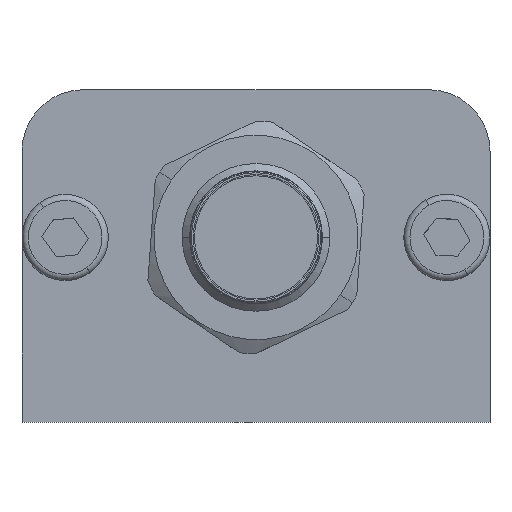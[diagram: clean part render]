
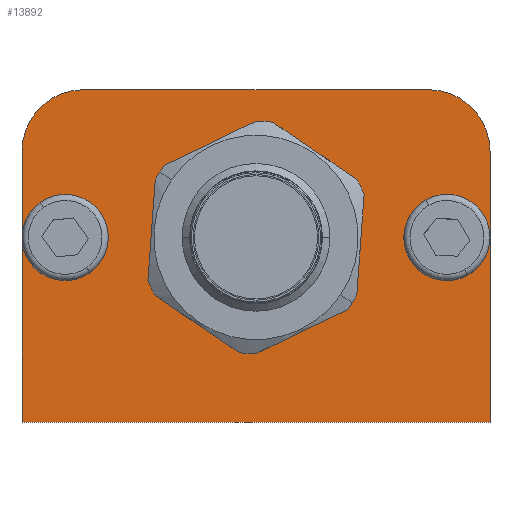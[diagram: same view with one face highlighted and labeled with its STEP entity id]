
A CAD part, top view. The second image highlights one B-rep face of the part: STEP entity #13892.
In plain terms, the highlighted planar face has unit normal (0, 0, 1).
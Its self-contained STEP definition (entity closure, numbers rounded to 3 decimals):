
#207 = DIRECTION ( 'NONE',  ( 0., -1., 0. ) ) ;
#303 = ORIENTED_EDGE ( 'NONE', *, *, #4094, .T. ) ;
#445 = VERTEX_POINT ( 'NONE', #11645 ) ;
#541 = VERTEX_POINT ( 'NONE', #9370 ) ;
#882 = CARTESIAN_POINT ( 'NONE',  ( -15.5, 1.5, 2. ) ) ;
#893 = VERTEX_POINT ( 'NONE', #5520 ) ;
#1075 = DIRECTION ( 'NONE',  ( 0., 0., 1. ) ) ;
#1144 = CARTESIAN_POINT ( 'NONE',  ( 15.5, 1.5, 2. ) ) ;
#1348 = DIRECTION ( 'NONE',  ( 0., 0., 1. ) ) ;
#1415 = VERTEX_POINT ( 'NONE', #9670 ) ;
#1590 = DIRECTION ( 'NONE',  ( 0., 0., 1. ) ) ;
#1650 = ORIENTED_EDGE ( 'NONE', *, *, #11603, .T. ) ;
#1705 = DIRECTION ( 'NONE',  ( 0., 0., 1. ) ) ;
#1958 = DIRECTION ( 'NONE',  ( 0., 0., 1. ) ) ;
#2092 = DIRECTION ( 'NONE',  ( 0., 0., 1. ) ) ;
#2669 = CARTESIAN_POINT ( 'NONE',  ( 14., 8.5, 2. ) ) ;
#2910 = DIRECTION ( 'NONE',  ( 0., 0., 1. ) ) ;
#3128 = CIRCLE ( 'NONE', #12164, 2.2 ) ;
#3353 = CIRCLE ( 'NONE', #12397, 2.2 ) ;
#3370 = VECTOR ( 'NONE', #10217, 1000. ) ;
#3397 = CIRCLE ( 'NONE', #5957, 5. ) ;
#3947 = EDGE_CURVE ( 'NONE', #541, #6525, #12627, .T. ) ;
#4094 = EDGE_CURVE ( 'NONE', #15010, #541, #3397, .T. ) ;
#4173 = EDGE_CURVE ( 'NONE', #893, #7028, #3128, .T. ) ;
#4264 = AXIS2_PLACEMENT_3D ( 'NONE', #882, #2092, #7018 ) ;
#4458 = DIRECTION ( 'NONE',  ( 1., 0., 0. ) ) ;
#4939 = PLANE ( 'NONE',  #8990 ) ;
#5101 = DIRECTION ( 'NONE',  ( 1., 0., 0. ) ) ;
#5139 = VECTOR ( 'NONE', #15773, 1000. ) ;
#5365 = DIRECTION ( 'NONE',  ( 1., 0., 0. ) ) ;
#5413 = CARTESIAN_POINT ( 'NONE',  ( -17.7, 1.5, 2. ) ) ;
#5423 = DIRECTION ( 'NONE',  ( 1., 0., 0. ) ) ;
#5483 = EDGE_LOOP ( 'NONE', ( #9964, #11024 ) ) ;
#5520 = CARTESIAN_POINT ( 'NONE',  ( -13.3, 1.5, 2. ) ) ;
#5599 = EDGE_CURVE ( 'NONE', #1415, #12608, #10169, .T. ) ;
#5739 = CARTESIAN_POINT ( 'NONE',  ( 6.3, 1.5, 2. ) ) ;
#5865 = CARTESIAN_POINT ( 'NONE',  ( -6.3, 1.5, 2. ) ) ;
#5935 = AXIS2_PLACEMENT_3D ( 'NONE', #15359, #1958, #14238 ) ;
#5957 = AXIS2_PLACEMENT_3D ( 'NONE', #9119, #6762, #9199 ) ;
#6091 = DIRECTION ( 'NONE',  ( 1., 0., 0. ) ) ;
#6467 = CARTESIAN_POINT ( 'NONE',  ( 15.5, 1.5, 2. ) ) ;
#6468 = FACE_BOUND ( 'NONE', #5483, .T. ) ;
#6525 = VERTEX_POINT ( 'NONE', #11375 ) ;
#6611 = CIRCLE ( 'NONE', #4264, 2.2 ) ;
#6762 = DIRECTION ( 'NONE',  ( 0., 0., 1. ) ) ;
#6858 = ORIENTED_EDGE ( 'NONE', *, *, #15663, .T. ) ;
#7018 = DIRECTION ( 'NONE',  ( 1., 0., 0. ) ) ;
#7028 = VERTEX_POINT ( 'NONE', #5413 ) ;
#7058 = LINE ( 'NONE', #10793, #5139 ) ;
#7321 = CARTESIAN_POINT ( 'NONE',  ( -14., 13.5, 2. ) ) ;
#7888 = CARTESIAN_POINT ( 'NONE',  ( -15.5, 1.5, 2. ) ) ;
#7929 = CARTESIAN_POINT ( 'NONE',  ( 14., 8.5, 2. ) ) ;
#8134 = VERTEX_POINT ( 'NONE', #12612 ) ;
#8461 = ORIENTED_EDGE ( 'NONE', *, *, #11169, .T. ) ;
#8543 = CARTESIAN_POINT ( 'NONE',  ( -19., -13.5, 2. ) ) ;
#8868 = EDGE_LOOP ( 'NONE', ( #8461, #1650, #15692, #303, #14883, #6858 ) ) ;
#8990 = AXIS2_PLACEMENT_3D ( 'NONE', #2669, #1348, #5101 ) ;
#9119 = CARTESIAN_POINT ( 'NONE',  ( -14., 8.5, 2. ) ) ;
#9199 = DIRECTION ( 'NONE',  ( 1., 0., 0. ) ) ;
#9253 = EDGE_CURVE ( 'NONE', #10813, #15010, #7058, .T. ) ;
#9267 = DIRECTION ( 'NONE',  ( 0., 1., 0. ) ) ;
#9370 = CARTESIAN_POINT ( 'NONE',  ( -19., 8.5, 2. ) ) ;
#9429 = CIRCLE ( 'NONE', #12019, 5. ) ;
#9528 = EDGE_LOOP ( 'NONE', ( #14940, #9924 ) ) ;
#9670 = CARTESIAN_POINT ( 'NONE',  ( 13.3, 1.5, 2. ) ) ;
#9924 = ORIENTED_EDGE ( 'NONE', *, *, #10565, .F. ) ;
#9964 = ORIENTED_EDGE ( 'NONE', *, *, #12308, .F. ) ;
#10169 = CIRCLE ( 'NONE', #15370, 2.2 ) ;
#10217 = DIRECTION ( 'NONE',  ( 1., 0., 0. ) ) ;
#10250 = LINE ( 'NONE', #11369, #13581 ) ;
#10372 = EDGE_CURVE ( 'NONE', #12608, #1415, #3353, .T. ) ;
#10432 = AXIS2_PLACEMENT_3D ( 'NONE', #10433, #1705, #5365 ) ;
#10433 = CARTESIAN_POINT ( 'NONE',  ( 0., 1.5, 2. ) ) ;
#10565 = EDGE_CURVE ( 'NONE', #15710, #14506, #13721, .T. ) ;
#10755 = EDGE_CURVE ( 'NONE', #14506, #15710, #14098, .T. ) ;
#10793 = CARTESIAN_POINT ( 'NONE',  ( 14., 13.5, 2. ) ) ;
#10813 = VERTEX_POINT ( 'NONE', #13288 ) ;
#11024 = ORIENTED_EDGE ( 'NONE', *, *, #4173, .F. ) ;
#11068 = FACE_OUTER_BOUND ( 'NONE', #8868, .T. ) ;
#11169 = EDGE_CURVE ( 'NONE', #8134, #445, #10250, .T. ) ;
#11369 = CARTESIAN_POINT ( 'NONE',  ( 19., -13.5, 2. ) ) ;
#11375 = CARTESIAN_POINT ( 'NONE',  ( -19., -13.5, 2. ) ) ;
#11395 = FACE_BOUND ( 'NONE', #14778, .T. ) ;
#11603 = EDGE_CURVE ( 'NONE', #445, #10813, #9429, .T. ) ;
#11645 = CARTESIAN_POINT ( 'NONE',  ( 19., 8.5, 2. ) ) ;
#11900 = DIRECTION ( 'NONE',  ( 0., 0., 1. ) ) ;
#12019 = AXIS2_PLACEMENT_3D ( 'NONE', #7929, #11900, #4458 ) ;
#12164 = AXIS2_PLACEMENT_3D ( 'NONE', #7888, #1590, #15384 ) ;
#12308 = EDGE_CURVE ( 'NONE', #7028, #893, #6611, .T. ) ;
#12397 = AXIS2_PLACEMENT_3D ( 'NONE', #1144, #1075, #6091 ) ;
#12608 = VERTEX_POINT ( 'NONE', #14737 ) ;
#12612 = CARTESIAN_POINT ( 'NONE',  ( 19., -13.5, 2. ) ) ;
#12627 = LINE ( 'NONE', #8543, #13474 ) ;
#12830 = CARTESIAN_POINT ( 'NONE',  ( 19., -13.5, 2. ) ) ;
#13288 = CARTESIAN_POINT ( 'NONE',  ( 14., 13.5, 2. ) ) ;
#13474 = VECTOR ( 'NONE', #207, 1000. ) ;
#13581 = VECTOR ( 'NONE', #9267, 1000. ) ;
#13616 = FACE_BOUND ( 'NONE', #9528, .T. ) ;
#13714 = ORIENTED_EDGE ( 'NONE', *, *, #10372, .F. ) ;
#13721 = CIRCLE ( 'NONE', #5935, 6.3 ) ;
#13892 = ADVANCED_FACE ( 'NONE', ( #6468, #11068, #13616, #11395 ), #4939, .T. ) ;
#14098 = CIRCLE ( 'NONE', #10432, 6.3 ) ;
#14238 = DIRECTION ( 'NONE',  ( 1., 0., 0. ) ) ;
#14506 = VERTEX_POINT ( 'NONE', #5865 ) ;
#14737 = CARTESIAN_POINT ( 'NONE',  ( 17.7, 1.5, 2. ) ) ;
#14778 = EDGE_LOOP ( 'NONE', ( #14790, #13714 ) ) ;
#14790 = ORIENTED_EDGE ( 'NONE', *, *, #5599, .F. ) ;
#14883 = ORIENTED_EDGE ( 'NONE', *, *, #3947, .T. ) ;
#14940 = ORIENTED_EDGE ( 'NONE', *, *, #10755, .F. ) ;
#15010 = VERTEX_POINT ( 'NONE', #7321 ) ;
#15282 = LINE ( 'NONE', #12830, #3370 ) ;
#15359 = CARTESIAN_POINT ( 'NONE',  ( 0., 1.5, 2. ) ) ;
#15370 = AXIS2_PLACEMENT_3D ( 'NONE', #6467, #2910, #5423 ) ;
#15384 = DIRECTION ( 'NONE',  ( 1., 0., 0. ) ) ;
#15663 = EDGE_CURVE ( 'NONE', #6525, #8134, #15282, .T. ) ;
#15692 = ORIENTED_EDGE ( 'NONE', *, *, #9253, .T. ) ;
#15710 = VERTEX_POINT ( 'NONE', #5739 ) ;
#15773 = DIRECTION ( 'NONE',  ( -1., 0., 0. ) ) ;
